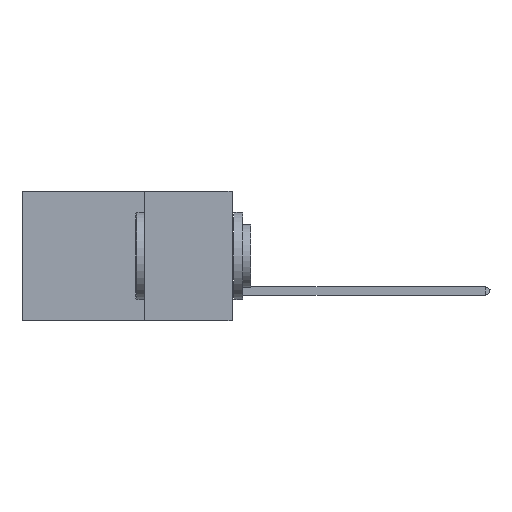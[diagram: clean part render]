
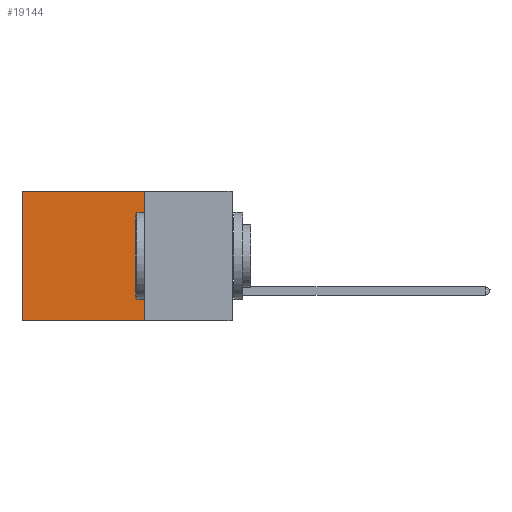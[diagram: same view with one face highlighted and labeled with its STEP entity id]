
A CAD part, left-side view. The second image highlights one B-rep face of the part: STEP entity #19144.
In plain terms, the highlighted planar face has unit normal (-1, 0, 0).
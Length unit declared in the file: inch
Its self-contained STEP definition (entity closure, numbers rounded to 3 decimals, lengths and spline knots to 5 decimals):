
#196 = LINE ( 'NONE', #17528, #10825 ) ;
#675 = CARTESIAN_POINT ( 'NONE',  ( 0.2875, 0.25, 0. ) ) ;
#2675 = VECTOR ( 'NONE', #34950, 39.37008 ) ;
#3217 = DIRECTION ( 'NONE',  ( 1., 0., 0. ) ) ;
#4394 = EDGE_CURVE ( 'NONE', #30418, #22769, #4438, .T. ) ;
#4438 = LINE ( 'NONE', #7637, #2675 ) ;
#4516 = DIRECTION ( 'NONE',  ( 0., 0., -1. ) ) ;
#4997 = ORIENTED_EDGE ( 'NONE', *, *, #13387, .T. ) ;
#6083 = DIRECTION ( 'NONE',  ( 0., 0., -1. ) ) ;
#6232 = LINE ( 'NONE', #35505, #19095 ) ;
#7637 = CARTESIAN_POINT ( 'NONE',  ( 0.2875, 0.25, -0.37 ) ) ;
#8411 = CARTESIAN_POINT ( 'NONE',  ( 0.2875, 0.25, 0. ) ) ;
#8533 = ORIENTED_EDGE ( 'NONE', *, *, #4394, .F. ) ;
#8878 = CARTESIAN_POINT ( 'NONE',  ( 0.2875, 0.6, 0. ) ) ;
#9205 = ORIENTED_EDGE ( 'NONE', *, *, #35914, .T. ) ;
#10342 = EDGE_CURVE ( 'NONE', #16855, #30418, #196, .T. ) ;
#10825 = VECTOR ( 'NONE', #4516, 39.37008 ) ;
#12747 = CARTESIAN_POINT ( 'NONE',  ( 0.2875, 0.6, -0.37 ) ) ;
#13387 = EDGE_CURVE ( 'NONE', #33096, #22769, #6232, .T. ) ;
#16295 = ORIENTED_EDGE ( 'NONE', *, *, #10342, .F. ) ;
#16855 = VERTEX_POINT ( 'NONE', #675 ) ;
#17528 = CARTESIAN_POINT ( 'NONE',  ( 0.2875, 0.25, 0. ) ) ;
#19095 = VECTOR ( 'NONE', #29429, 39.37008 ) ;
#19144 = ADVANCED_FACE ( 'NONE', ( #24698 ), #30316, .F. ) ;
#21317 = LINE ( 'NONE', #8411, #27064 ) ;
#22769 = VERTEX_POINT ( 'NONE', #12747 ) ;
#22890 = CARTESIAN_POINT ( 'NONE',  ( 0.2875, 0.25, -0.37 ) ) ;
#24347 = EDGE_LOOP ( 'NONE', ( #4997, #8533, #16295, #9205 ) ) ;
#24698 = FACE_OUTER_BOUND ( 'NONE', #24347, .T. ) ;
#25583 = AXIS2_PLACEMENT_3D ( 'NONE', #33904, #3217, #6083 ) ;
#27064 = VECTOR ( 'NONE', #30972, 39.37008 ) ;
#29429 = DIRECTION ( 'NONE',  ( 0., 0., -1. ) ) ;
#30316 = PLANE ( 'NONE',  #25583 ) ;
#30418 = VERTEX_POINT ( 'NONE', #22890 ) ;
#30972 = DIRECTION ( 'NONE',  ( 0., 1., 0. ) ) ;
#33096 = VERTEX_POINT ( 'NONE', #8878 ) ;
#33904 = CARTESIAN_POINT ( 'NONE',  ( 0.2875, 0.25, 0. ) ) ;
#34950 = DIRECTION ( 'NONE',  ( 0., 1., 0. ) ) ;
#35505 = CARTESIAN_POINT ( 'NONE',  ( 0.2875, 0.6, 0. ) ) ;
#35914 = EDGE_CURVE ( 'NONE', #16855, #33096, #21317, .T. ) ;
